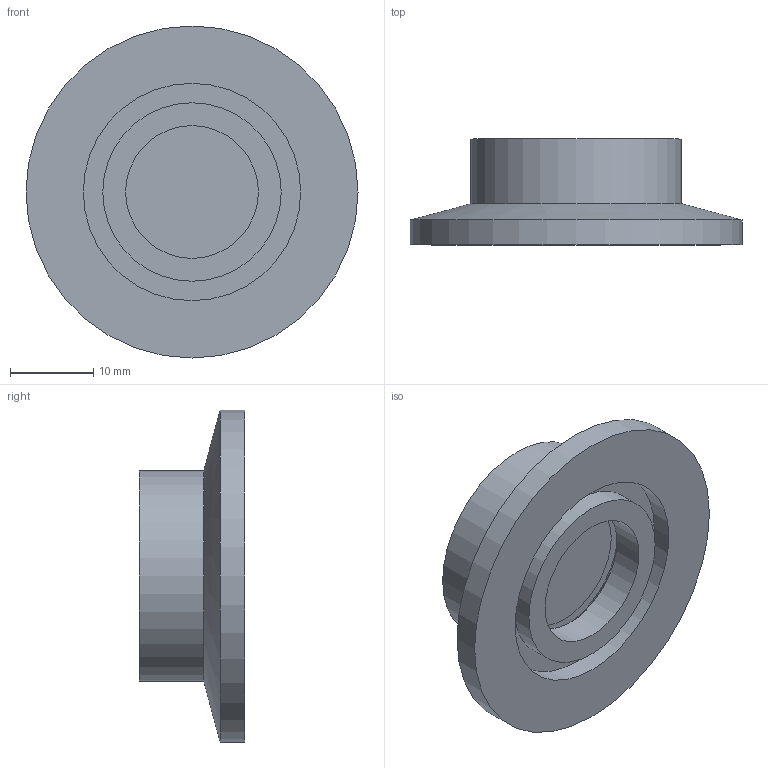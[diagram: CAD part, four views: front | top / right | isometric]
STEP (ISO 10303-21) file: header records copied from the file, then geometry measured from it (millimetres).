
FILE_DESCRIPTION(/* description */ (''),/* implementation_level */ '2;1');
FILE_NAME(/* name */ 'VP-25KF.stp',/* time_stamp */ '2023-08-17T15:44:53+01:00',/* author */ ('PaulJarvis'),/* organization */ (''),/* preprocessor_version */ 'ST-DEVELOPER v19.2',/* originating_system */ 'Autodesk Inventor 2023',/* authorisation */ '');
FILE_SCHEMA (('AUTOMOTIVE_DESIGN { 1 0 10303 214 3 1 1 }'));
Length unit declared in the file: millimetre
Products named in the file (5): VP-25KF; flange; weldable; spinning; glass
Assembly tree (4 placements, depth 3):
  VP-25KF
    flange
    weldable
      spinning
      glass
Bounding box: 40 x 12.75 x 40 mm (x, y, z)
Volume: 6212.6 mm3; surface area: 6036.3 mm2
Topology: 3 solids, 3 shells, 33 faces, 57 edges, 37 vertices
Faces by surface type: cylinder 13, plane 13, torus 6, cone 1
Full cylindrical faces by diameter (mm): 16 x3, 18 x2, 19.15 x2, 20 x1, 21.5 x1, 22 x1, 25.4 x1, 26.2 x1, 40 x1
Entity records: 1007 total; most frequent: DIRECTION 184, CARTESIAN_POINT 136, ORIENTED_EDGE 114, AXIS2_PLACEMENT_3D 85, EDGE_CURVE 57, EDGE_LOOP 44, CIRCLE 43, VERTEX_POINT 37
